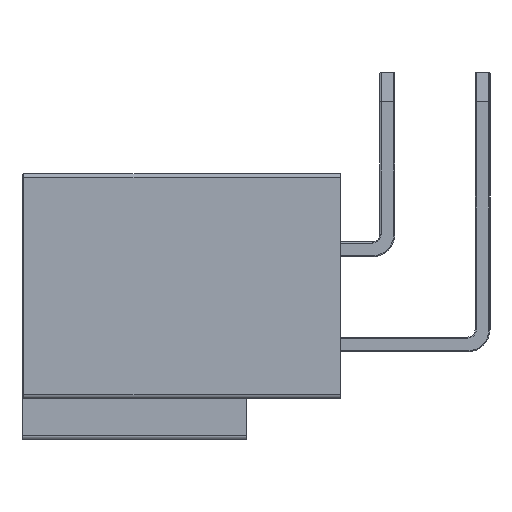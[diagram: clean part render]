
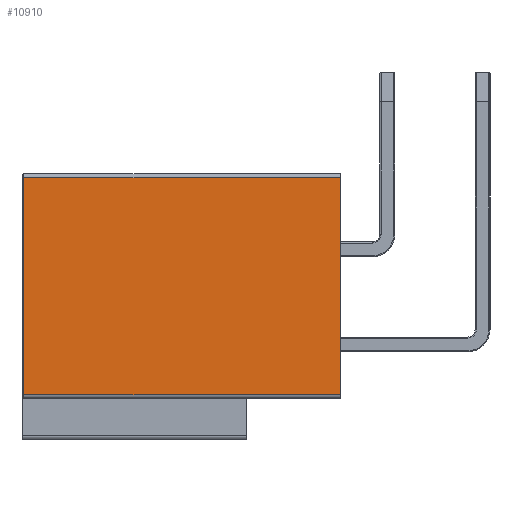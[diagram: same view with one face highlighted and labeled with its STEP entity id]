
A CAD part, left-side view. The second image highlights one B-rep face of the part: STEP entity #10910.
In plain terms, the highlighted planar face has unit normal (-1, 0, 0).
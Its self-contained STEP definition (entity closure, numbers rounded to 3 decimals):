
#135 = ORIENTED_EDGE ( 'NONE', *, *, #7290, .T. ) ;
#688 = DIRECTION ( 'NONE',  ( -1., 0., 0. ) ) ;
#726 = VECTOR ( 'NONE', #2798, 1000. ) ;
#1169 = DIRECTION ( 'NONE',  ( 0., 1., 0. ) ) ;
#1935 = CARTESIAN_POINT ( 'NONE',  ( -23.99, 8.45, -2.35 ) ) ;
#2002 = CARTESIAN_POINT ( 'NONE',  ( -23.99, 8.5, 3.45 ) ) ;
#2416 = EDGE_CURVE ( 'NONE', #9527, #11146, #5760, .T. ) ;
#2798 = DIRECTION ( 'NONE',  ( 0., 0., -1. ) ) ;
#3129 = VECTOR ( 'NONE', #11498, 1000. ) ;
#3361 = LINE ( 'NONE', #9577, #726 ) ;
#3829 = AXIS2_PLACEMENT_3D ( 'NONE', #5616, #688, #8585 ) ;
#3865 = CARTESIAN_POINT ( 'NONE',  ( -23.99, 8.45, 3.45 ) ) ;
#4302 = VECTOR ( 'NONE', #1169, 1000. ) ;
#4743 = VERTEX_POINT ( 'NONE', #7930 ) ;
#5616 = CARTESIAN_POINT ( 'NONE',  ( -23.99, 8.5, 3.55 ) ) ;
#5760 = LINE ( 'NONE', #11581, #3129 ) ;
#6166 = ORIENTED_EDGE ( 'NONE', *, *, #7258, .F. ) ;
#7258 = EDGE_CURVE ( 'NONE', #4743, #11181, #3361, .T. ) ;
#7290 = EDGE_CURVE ( 'NONE', #11146, #11181, #10738, .T. ) ;
#7930 = CARTESIAN_POINT ( 'NONE',  ( -23.99, 0., 3.45 ) ) ;
#8585 = DIRECTION ( 'NONE',  ( 0., 0., 1. ) ) ;
#8835 = DIRECTION ( 'NONE',  ( 0., -1., 0. ) ) ;
#8973 = FACE_OUTER_BOUND ( 'NONE', #10579, .T. ) ;
#9527 = VERTEX_POINT ( 'NONE', #3865 ) ;
#9577 = CARTESIAN_POINT ( 'NONE',  ( -23.99, 0., 3.55 ) ) ;
#9633 = PLANE ( 'NONE',  #3829 ) ;
#10259 = VECTOR ( 'NONE', #8835, 1000. ) ;
#10286 = ORIENTED_EDGE ( 'NONE', *, *, #2416, .T. ) ;
#10579 = EDGE_LOOP ( 'NONE', ( #11149, #10286, #135, #6166 ) ) ;
#10738 = LINE ( 'NONE', #11624, #10259 ) ;
#10762 = LINE ( 'NONE', #2002, #4302 ) ;
#10910 = ADVANCED_FACE ( 'NONE', ( #8973 ), #9633, .T. ) ;
#11146 = VERTEX_POINT ( 'NONE', #1935 ) ;
#11149 = ORIENTED_EDGE ( 'NONE', *, *, #12732, .T. ) ;
#11181 = VERTEX_POINT ( 'NONE', #11973 ) ;
#11498 = DIRECTION ( 'NONE',  ( 0., 0., -1. ) ) ;
#11581 = CARTESIAN_POINT ( 'NONE',  ( -23.99, 8.45, 3.55 ) ) ;
#11624 = CARTESIAN_POINT ( 'NONE',  ( -23.99, 0., -2.35 ) ) ;
#11973 = CARTESIAN_POINT ( 'NONE',  ( -23.99, 0., -2.35 ) ) ;
#12732 = EDGE_CURVE ( 'NONE', #4743, #9527, #10762, .T. ) ;
